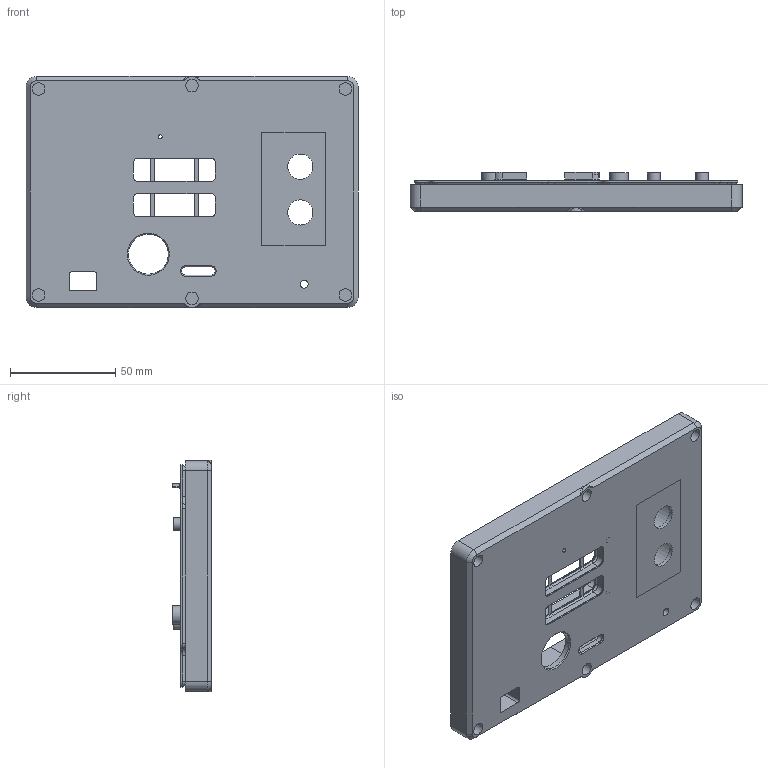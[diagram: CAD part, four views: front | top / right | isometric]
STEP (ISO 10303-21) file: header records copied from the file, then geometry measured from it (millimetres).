
FILE_DESCRIPTION(/* description */ (''),/* implementation_level */ '2;1');
FILE_NAME(/* name */ 'base.step',/* time_stamp */ '2022-01-25T15:49:56+01:00',/* author */ (''),/* organization */ (''),/* preprocessor_version */ 'ST-DEVELOPER v18.1',/* originating_system */ 'Autodesk Translation Framework v10.13.0.1454',/* authorisation */ '');
FILE_SCHEMA (('AUTOMOTIVE_DESIGN { 1 0 10303 214 3 1 1 }'));
Length unit declared in the file: millimetre
Products named in the file (1): FusionComponent
Bounding box: 158 x 18.53 x 110 mm (x, y, z)
Surface area: 52837.3 mm2 (no closed solid volume)
Topology: 0 solids, 1 shells, 563 faces, 1411 edges, 872 vertices
Faces by surface type: plane 326, cylinder 151, cone 46, torus 28, bspline 8, sphere 4
Full cylindrical faces by diameter (mm): 2 x1, 2.76 x2, 3.2 x2, 3.5 x6, 3.8 x1, 4 x1, 6 x10, 8.876 x2, 12 x2, 19 x1, 21.2 x1
Entity records: 16938 total; most frequent: CARTESIAN_POINT 3119, DIRECTION 2926, ORIENTED_EDGE 2824, EDGE_CURVE 1412, LINE 980, VECTOR 980, AXIS2_PLACEMENT_3D 973, VERTEX_POINT 882
